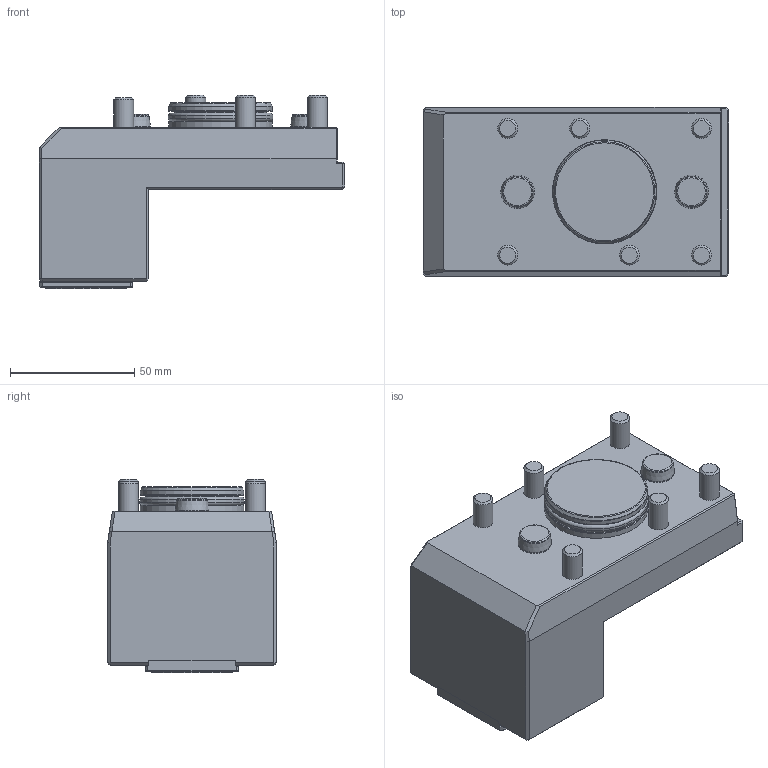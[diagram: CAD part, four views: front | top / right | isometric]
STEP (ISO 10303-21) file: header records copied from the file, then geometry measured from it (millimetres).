
FILE_DESCRIPTION(/* description */ ('Unknown'),/* implementation_level */ '2;1');
FILE_NAME(/* name */ 'C3_TRE_MS42A_SIM',/* time_stamp */ '2023-05-03T06:51:20+02:00',/* author */ ('WTO KS'),/* organization */ ('WTO'),/* preprocessor_version */ 'ST-DEVELOPER v16.7',/* originating_system */ 'DEX',/* authorisation */ $);
FILE_SCHEMA (('AUTOMOTIVE_DESIGN {1 0 10303 214 3 1 1}'));
Length unit declared in the file: millimetre
Products named in the file (1): C3-TRE-MS42A_stp
Bounding box: 123 x 68 x 78 mm (x, y, z)
Volume: 326505.7 mm3; surface area: 39784.1 mm2
Topology: 1 solids, 1 shells, 140 faces, 336 edges, 216 vertices
Faces by surface type: plane 96, cylinder 18, cone 11, torus 10, sphere 4, bspline 1
Full cylindrical faces by diameter (mm): 2 x1, 8 x6, 13.5 x2, 32 x1, 37 x1, 41.8 x2, 42 x1
Entity records: 3863 total; most frequent: CARTESIAN_POINT 780, DIRECTION 628, ORIENTED_EDGE 562, EDGE_CURVE 281, AXIS2_PLACEMENT_3D 216, EDGE_LOOP 202, FACE_BOUND 202, VERTEX_POINT 201
